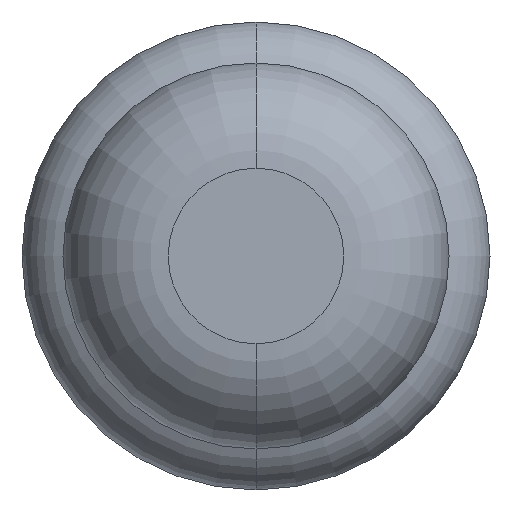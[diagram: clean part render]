
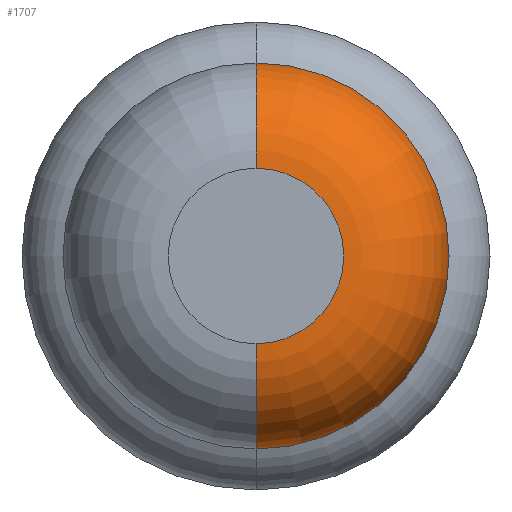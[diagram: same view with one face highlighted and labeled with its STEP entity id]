
A CAD part, front view. The second image highlights one B-rep face of the part: STEP entity #1707.
In plain terms, the highlighted toroidal (fillet/blend) face has major radius 0.375 mm and minor radius 0.45 mm.
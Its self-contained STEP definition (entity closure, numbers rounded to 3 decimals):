
#273 = AXIS2_PLACEMENT_3D ( 'NONE', #3229, #2884, #1889 ) ;
#635 = DIRECTION ( 'NONE',  ( 0., 1., 0. ) ) ;
#745 = AXIS2_PLACEMENT_3D ( 'NONE', #3307, #1276, #3645 ) ;
#754 = DIRECTION ( 'NONE',  ( 0., 0., -1. ) ) ;
#986 = AXIS2_PLACEMENT_3D ( 'NONE', #2667, #635, #3711 ) ;
#1031 = VERTEX_POINT ( 'NONE', #1901 ) ;
#1069 = AXIS2_PLACEMENT_3D ( 'NONE', #1722, #1117, #754 ) ;
#1117 = DIRECTION ( 'NONE',  ( 1., 0., 0. ) ) ;
#1186 = ORIENTED_EDGE ( 'NONE', *, *, #2602, .T. ) ;
#1257 = EDGE_CURVE ( 'NONE', #3912, #2551, #3394, .T. ) ;
#1276 = DIRECTION ( 'NONE',  ( -1., 0., 0. ) ) ;
#1375 = EDGE_LOOP ( 'NONE', ( #1186, #2189, #3863, #2629 ) ) ;
#1572 = EDGE_CURVE ( 'NONE', #1031, #2916, #2170, .T. ) ;
#1619 = CARTESIAN_POINT ( 'NONE',  ( 0., -23.55, -0.825 ) ) ;
#1696 = CIRCLE ( 'NONE', #273, 0.825 ) ;
#1707 = ADVANCED_FACE ( 'Defeature ausgef�hrt1_6', ( #1918 ), #3661, .T. ) ;
#1722 = CARTESIAN_POINT ( 'NONE',  ( 0., -23.55, -0.375 ) ) ;
#1877 = AXIS2_PLACEMENT_3D ( 'NONE', #3087, #3669, #4355 ) ;
#1889 = DIRECTION ( 'NONE',  ( 0., 0., 1. ) ) ;
#1901 = CARTESIAN_POINT ( 'NONE',  ( 0., -24., 0.375 ) ) ;
#1918 = FACE_OUTER_BOUND ( 'NONE', #1375, .T. ) ;
#2170 = CIRCLE ( 'NONE', #745, 0.45 ) ;
#2189 = ORIENTED_EDGE ( 'NONE', *, *, #1257, .T. ) ;
#2551 = VERTEX_POINT ( 'NONE', #1619 ) ;
#2602 = EDGE_CURVE ( 'Defeature ausgef�hrt1_6+Defeature ausgef�hrt1_5+Defeature ausgef�hrt1_5+Defeature ausgef�hrt1_5', #1031, #3912, #3801, .T. ) ;
#2629 = ORIENTED_EDGE ( 'NONE', *, *, #1572, .F. ) ;
#2653 = CARTESIAN_POINT ( 'NONE',  ( 0., -23.55, 0.825 ) ) ;
#2667 = CARTESIAN_POINT ( 'NONE',  ( 0., -23.55, 0. ) ) ;
#2884 = DIRECTION ( 'NONE',  ( 0., 1., 0. ) ) ;
#2916 = VERTEX_POINT ( 'NONE', #2653 ) ;
#3087 = CARTESIAN_POINT ( 'NONE',  ( 0., -24., 0. ) ) ;
#3219 = EDGE_CURVE ( 'Defeature ausgef�hrt1_7+Defeature ausgef�hrt1_6+Defeature ausgef�hrt1_6+Defeature ausgef�hrt1_6', #2916, #2551, #1696, .T. ) ;
#3229 = CARTESIAN_POINT ( 'NONE',  ( 0., -23.55, 0. ) ) ;
#3307 = CARTESIAN_POINT ( 'NONE',  ( 0., -23.55, 0.375 ) ) ;
#3394 = CIRCLE ( 'NONE', #1069, 0.45 ) ;
#3645 = DIRECTION ( 'NONE',  ( 0., 0., 1. ) ) ;
#3661 = TOROIDAL_SURFACE ( 'NONE', #986, 0.375, 0.45 ) ;
#3669 = DIRECTION ( 'NONE',  ( 0., 1., 0. ) ) ;
#3711 = DIRECTION ( 'NONE',  ( 0., 0., 1. ) ) ;
#3783 = CARTESIAN_POINT ( 'NONE',  ( 0., -24., -0.375 ) ) ;
#3801 = CIRCLE ( 'NONE', #1877, 0.375 ) ;
#3863 = ORIENTED_EDGE ( 'NONE', *, *, #3219, .F. ) ;
#3912 = VERTEX_POINT ( 'NONE', #3783 ) ;
#4355 = DIRECTION ( 'NONE',  ( 0., 0., 1. ) ) ;
